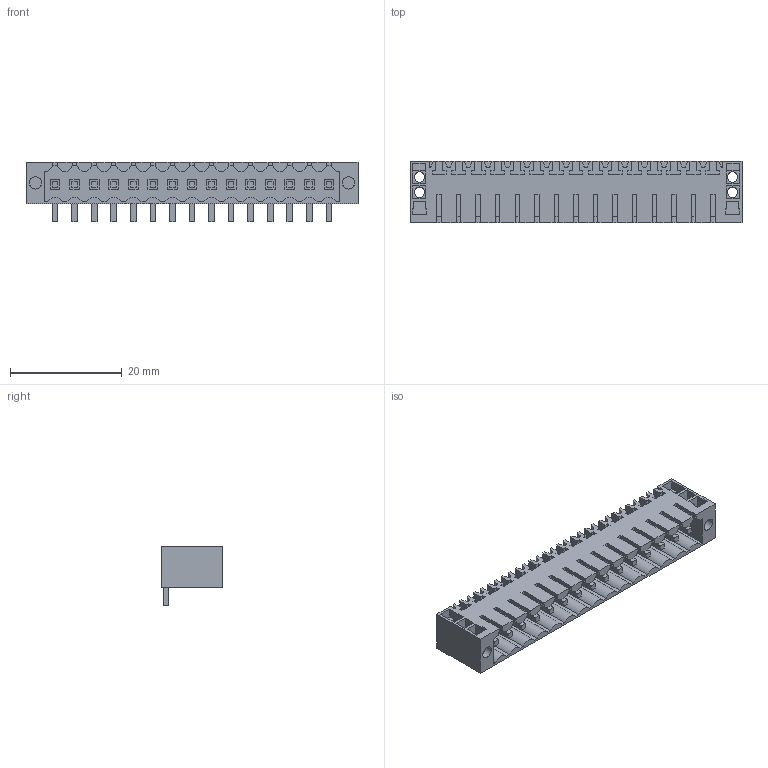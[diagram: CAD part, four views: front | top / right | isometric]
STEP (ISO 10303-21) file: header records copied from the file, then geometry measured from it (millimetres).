
FILE_DESCRIPTION(('CATIA V5 STEP Exchange','CAx-IF Rec.Pracs.--- Model Styling and Organization---1.2---2011-12-15'),'2;1');
FILE_NAME ('D1453292_0_1607170000_1607170000.stp','2018-03-06T11:55:15+00:00',('none'),('Weidmueller'),'CATIA Version 5-6 Release 2014','CATIA V5 STEP AP214','none');
FILE_SCHEMA(('AUTOMOTIVE_DESIGN { 1 0 10303 214 1 1 1 1 }'));
Length unit declared in the file: millimetre
Products named in the file (1): 1607170000
Bounding box: 59.4 x 11.05 x 10.65 mm (x, y, z)
Volume: 2167.5 mm3; surface area: 5932.7 mm2
Topology: 16 solids, 16 shells, 922 faces, 2802 edges, 1918 vertices
Faces by surface type: plane 845, cylinder 77
Entity records: 28836 total; most frequent: ORIENTED_EDGE 5604, CARTESIAN_POINT 5207, DIRECTION 3774, EDGE_CURVE 2802, VECTOR 2618, LINE 2618, VERTEX_POINT 1918, EDGE_LOOP 976
